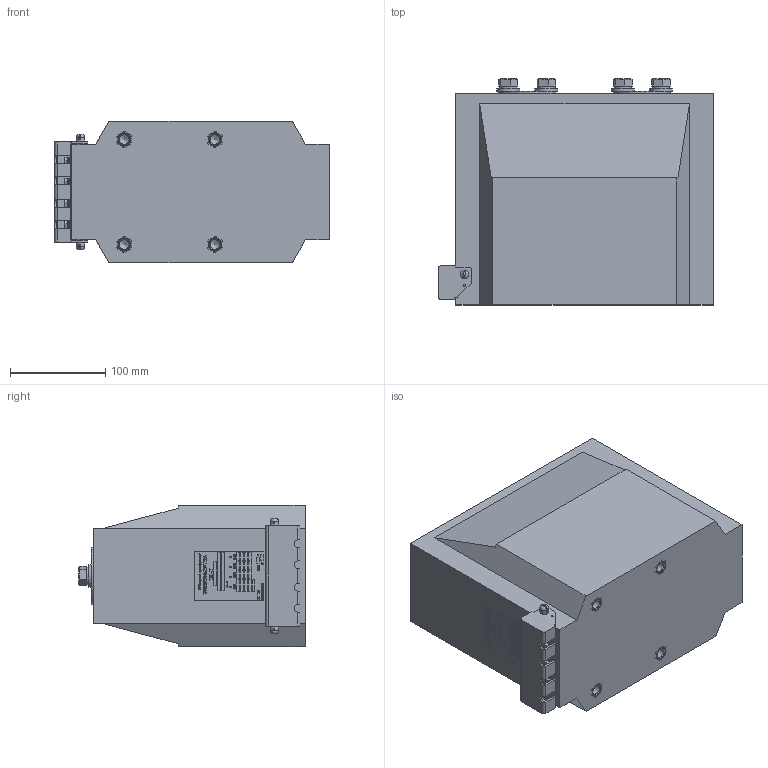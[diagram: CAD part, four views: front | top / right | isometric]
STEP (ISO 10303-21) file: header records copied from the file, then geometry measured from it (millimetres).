
FILE_DESCRIPTION(('STEP AP214'), '1');
FILE_NAME('ﾒﾋﾊ-ﾑﾒ-10-5(2.1) (5ﾀ-1500ﾀ 韈 2000ﾀ)', '2023-07-03T04:15:48', ('UNSPECIFIED'), ('UNSPECIFIED'), 'ASCON STEP Converter 1.3', 'ASCON Math Kernel', '');
FILE_SCHEMA(('AUTOMOTIVE_DESIGN { 1 0 10303 214 3 1 1}'));
Length unit declared in the file: millimetre
Products named in the file (16): 屡扔.671212.538-03; 屡扔.757465.006; 屡扔.758472.007-02; 屡扔.758472.015
Assembly tree (42 placements, depth 3):
  (unnamed)
    屡扔.671212.538-03
      (unnamed)
      屡扔.757465.006  x2
      (unnamed)  x4
    (unnamed)  x4
    (unnamed)  x4
    (unnamed)  x4
    (unnamed)  x4
    (unnamed)  x4
    (unnamed)  x4
    (unnamed)
    (unnamed)
    屡扔.758472.007-02  x4
    屡扔.758472.015  x2
    (unnamed)  x2
Bounding box: 288 x 237 x 148 mm (x, y, z)
Volume: 7785956.6 mm3; surface area: 334017.5 mm2
Topology: 40 solids, 41 shells, 6144 faces, 17333 edges, 11508 vertices
Faces by surface type: plane 3901, cylinder 2137, cone 76, torus 30
Full cylindrical faces by diameter (mm): 2 x18, 4.134 x6, 5 x6, 5.3 x4, 6 x2, 6.5 x2, 9 x2, 10 x4, 10.106 x8, 10.9 x4, 12 x12, 13 x8, 15 x4, 20 x2, 24 x4, 56 x2, 60 x4
Entity records: 239241 total; most frequent: CARTESIAN_POINT 35337, ORIENTED_EDGE 33138, DIRECTION 32365, EDGE_CURVE 16571, LINE 12367, VECTOR 12367, VERTEX_POINT 11070, AXIS2_PLACEMENT_3D 9999
